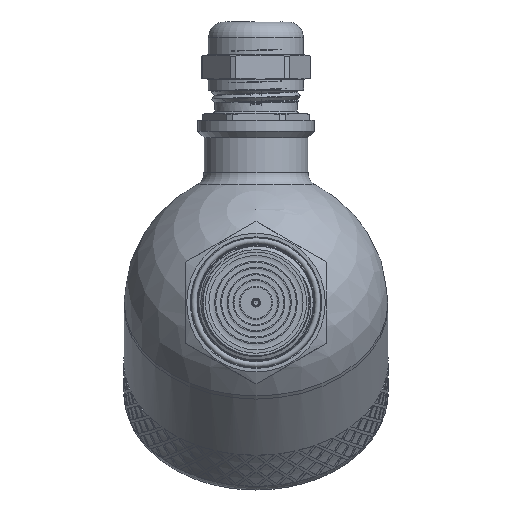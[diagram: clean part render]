
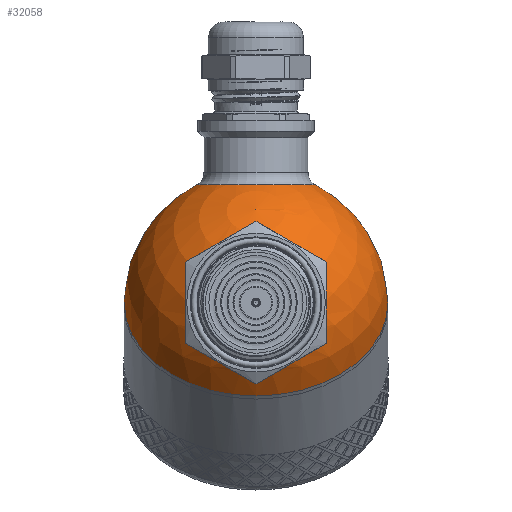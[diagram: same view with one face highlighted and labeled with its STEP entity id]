
A CAD part, left-side view. The second image highlights one B-rep face of the part: STEP entity #32058.
In plain terms, the highlighted spherical face has radius 30 mm.
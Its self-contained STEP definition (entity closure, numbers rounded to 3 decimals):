
#16=SPHERICAL_SURFACE('',#33659,30.);
#732=FACE_BOUND('',#11018,.T.);
#733=FACE_BOUND('',#11019,.T.);
#8839=FACE_OUTER_BOUND('',#11017,.T.);
#11017=EDGE_LOOP('',(#28889,#28890,#28891,#28892));
#11018=EDGE_LOOP('',(#28893));
#11019=EDGE_LOOP('',(#28894));
#11776=CIRCLE('',#33656,15.643);
#11779=CIRCLE('',#33660,30.);
#11780=CIRCLE('',#33661,30.);
#11781=CIRCLE('',#33662,30.);
#11782=CIRCLE('',#33663,13.5);
#14887=VERTEX_POINT('',#75043);
#14889=VERTEX_POINT('',#75049);
#14890=VERTEX_POINT('',#75050);
#14891=VERTEX_POINT('',#75052);
#14892=VERTEX_POINT('',#75055);
#19611=EDGE_CURVE('',#14887,#14887,#11776,.T.);
#19614=EDGE_CURVE('',#14889,#14890,#11779,.T.);
#19615=EDGE_CURVE('',#14889,#14891,#11780,.T.);
#19616=EDGE_CURVE('',#14890,#14889,#11781,.T.);
#19617=EDGE_CURVE('',#14892,#14892,#11782,.T.);
#28889=ORIENTED_EDGE('',*,*,#19614,.F.);
#28890=ORIENTED_EDGE('',*,*,#19615,.T.);
#28891=ORIENTED_EDGE('',*,*,#19615,.F.);
#28892=ORIENTED_EDGE('',*,*,#19616,.F.);
#28893=ORIENTED_EDGE('',*,*,#19611,.F.);
#28894=ORIENTED_EDGE('',*,*,#19617,.F.);
#32058=ADVANCED_FACE('',(#8839,#732,#733),#16,.T.);
#33656=AXIS2_PLACEMENT_3D('',#75044,#37449,#37450);
#33659=AXIS2_PLACEMENT_3D('',#75048,#37455,#37456);
#33660=AXIS2_PLACEMENT_3D('',#75051,#37457,#37458);
#33661=AXIS2_PLACEMENT_3D('',#75053,#37459,#37460);
#33662=AXIS2_PLACEMENT_3D('',#75054,#37461,#37462);
#33663=AXIS2_PLACEMENT_3D('',#75056,#37463,#37464);
#37449=DIRECTION('center_axis',(-0.707,0.,0.707));
#37450=DIRECTION('ref_axis',(0.707,0.,0.707));
#37455=DIRECTION('center_axis',(1.,0.,0.));
#37456=DIRECTION('ref_axis',(0.,-1.,0.));
#37457=DIRECTION('center_axis',(1.,0.,0.));
#37458=DIRECTION('ref_axis',(0.,1.,0.));
#37459=DIRECTION('center_axis',(0.,0.,1.));
#37460=DIRECTION('ref_axis',(0.,1.,0.));
#37461=DIRECTION('center_axis',(1.,0.,0.));
#37462=DIRECTION('ref_axis',(0.,1.,0.));
#37463=DIRECTION('center_axis',(-0.707,0.,-0.707));
#37464=DIRECTION('ref_axis',(-0.707,0.,0.707));
#75043=CARTESIAN_POINT('',(-29.162,0.,7.04));
#75044=CARTESIAN_POINT('Origin',(-18.101,0.,18.101));
#75048=CARTESIAN_POINT('Origin',(0.,0.,0.));
#75049=CARTESIAN_POINT('',(0.,30.,0.));
#75050=CARTESIAN_POINT('',(0.,-30.,0.));
#75051=CARTESIAN_POINT('Origin',(0.,0.,0.));
#75052=CARTESIAN_POINT('',(-30.,0.,0.));
#75053=CARTESIAN_POINT('Origin',(0.,0.,0.));
#75054=CARTESIAN_POINT('Origin',(0.,0.,0.));
#75055=CARTESIAN_POINT('',(-9.398,0.,-28.49));
#75056=CARTESIAN_POINT('Origin',(-18.944,0.,-18.944));
